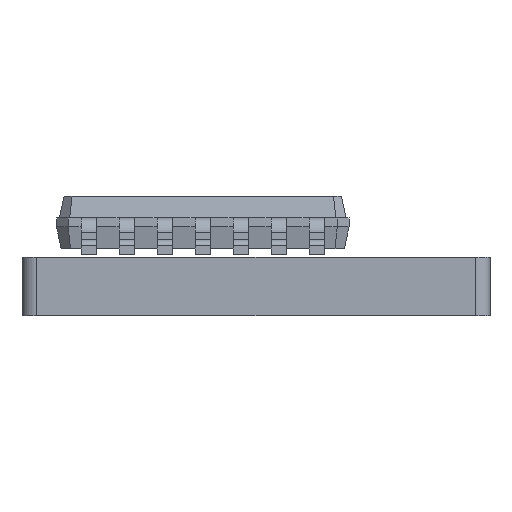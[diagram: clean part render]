
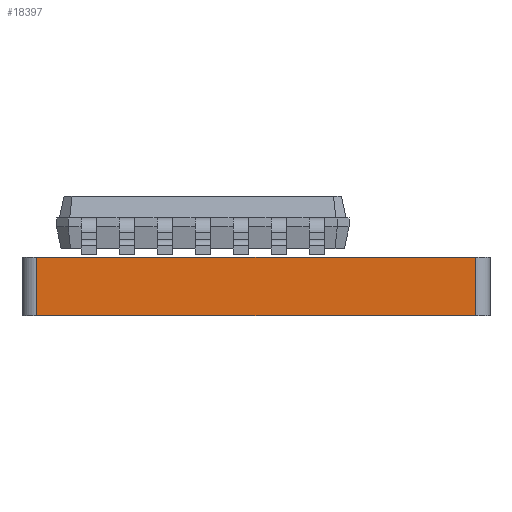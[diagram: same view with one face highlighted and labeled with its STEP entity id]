
A CAD part, front view. The second image highlights one B-rep face of the part: STEP entity #18397.
In plain terms, the highlighted planar face has unit normal (0, -1, 0).
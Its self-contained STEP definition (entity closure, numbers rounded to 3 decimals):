
#17416 = PLANE('',#17417);
#17417 = AXIS2_PLACEMENT_3D('',#17418,#17419,#17420);
#17418 = CARTESIAN_POINT('',(4.,11.339,1.));
#17419 = DIRECTION('',(0.,0.,1.));
#17420 = DIRECTION('',(1.,0.,-0.));
#17471 = PLANE('',#17472);
#17472 = AXIS2_PLACEMENT_3D('',#17473,#17474,#17475);
#17473 = CARTESIAN_POINT('',(4.,11.339,0.));
#17474 = DIRECTION('',(0.,0.,1.));
#17475 = DIRECTION('',(1.,0.,-0.));
#17504 = CYLINDRICAL_SURFACE('',#17505,0.25);
#17505 = AXIS2_PLACEMENT_3D('',#17506,#17507,#17508);
#17506 = CARTESIAN_POINT('',(7.75,0.25,0.));
#17507 = DIRECTION('',(-0.,-0.,-1.));
#17508 = DIRECTION('',(1.,0.,-0.));
#17721 = VERTEX_POINT('',#17722);
#17722 = CARTESIAN_POINT('',(0.25,0.,0.));
#17737 = CYLINDRICAL_SURFACE('',#17738,0.25);
#17738 = AXIS2_PLACEMENT_3D('',#17739,#17740,#17741);
#17739 = CARTESIAN_POINT('',(0.25,0.25,0.));
#17740 = DIRECTION('',(-0.,-0.,-1.));
#17741 = DIRECTION('',(1.,0.,-0.));
#17749 = EDGE_CURVE('',#17721,#17750,#17752,.T.);
#17750 = VERTEX_POINT('',#17751);
#17751 = CARTESIAN_POINT('',(7.75,-0.,0.));
#17752 = SURFACE_CURVE('',#17753,(#17757,#17764),.PCURVE_S1.);
#17753 = LINE('',#17754,#17755);
#17754 = CARTESIAN_POINT('',(0.25,0.,0.));
#17755 = VECTOR('',#17756,1.);
#17756 = DIRECTION('',(1.,-0.,0.));
#17757 = PCURVE('',#17471,#17758);
#17758 = DEFINITIONAL_REPRESENTATION('',(#17759),#17763);
#17759 = LINE('',#17760,#17761);
#17760 = CARTESIAN_POINT('',(-3.75,-11.339));
#17761 = VECTOR('',#17762,1.);
#17762 = DIRECTION('',(1.,0.));
#17763 = ( GEOMETRIC_REPRESENTATION_CONTEXT(2) 
PARAMETRIC_REPRESENTATION_CONTEXT() REPRESENTATION_CONTEXT('2D SPACE',''
  ) );
#17764 = PCURVE('',#17765,#17770);
#17765 = PLANE('',#17766);
#17766 = AXIS2_PLACEMENT_3D('',#17767,#17768,#17769);
#17767 = CARTESIAN_POINT('',(0.25,0.,0.));
#17768 = DIRECTION('',(0.,1.,-0.));
#17769 = DIRECTION('',(1.,-0.,0.));
#17770 = DEFINITIONAL_REPRESENTATION('',(#17771),#17775);
#17771 = LINE('',#17772,#17773);
#17772 = CARTESIAN_POINT('',(0.,0.));
#17773 = VECTOR('',#17774,1.);
#17774 = DIRECTION('',(1.,0.));
#17775 = ( GEOMETRIC_REPRESENTATION_CONTEXT(2) 
PARAMETRIC_REPRESENTATION_CONTEXT() REPRESENTATION_CONTEXT('2D SPACE',''
  ) );
#18093 = VERTEX_POINT('',#18094);
#18094 = CARTESIAN_POINT('',(0.25,0.,1.));
#18116 = EDGE_CURVE('',#18093,#18117,#18119,.T.);
#18117 = VERTEX_POINT('',#18118);
#18118 = CARTESIAN_POINT('',(7.75,0.,1.));
#18119 = SURFACE_CURVE('',#18120,(#18124,#18131),.PCURVE_S1.);
#18120 = LINE('',#18121,#18122);
#18121 = CARTESIAN_POINT('',(0.25,0.,1.));
#18122 = VECTOR('',#18123,1.);
#18123 = DIRECTION('',(1.,-0.,0.));
#18124 = PCURVE('',#17416,#18125);
#18125 = DEFINITIONAL_REPRESENTATION('',(#18126),#18130);
#18126 = LINE('',#18127,#18128);
#18127 = CARTESIAN_POINT('',(-3.75,-11.339));
#18128 = VECTOR('',#18129,1.);
#18129 = DIRECTION('',(1.,0.));
#18130 = ( GEOMETRIC_REPRESENTATION_CONTEXT(2) 
PARAMETRIC_REPRESENTATION_CONTEXT() REPRESENTATION_CONTEXT('2D SPACE',''
  ) );
#18131 = PCURVE('',#17765,#18132);
#18132 = DEFINITIONAL_REPRESENTATION('',(#18133),#18137);
#18133 = LINE('',#18134,#18135);
#18134 = CARTESIAN_POINT('',(0.,-1.));
#18135 = VECTOR('',#18136,1.);
#18136 = DIRECTION('',(1.,0.));
#18137 = ( GEOMETRIC_REPRESENTATION_CONTEXT(2) 
PARAMETRIC_REPRESENTATION_CONTEXT() REPRESENTATION_CONTEXT('2D SPACE',''
  ) );
#18347 = EDGE_CURVE('',#17750,#18117,#18348,.T.);
#18348 = SURFACE_CURVE('',#18349,(#18353,#18360),.PCURVE_S1.);
#18349 = LINE('',#18350,#18351);
#18350 = CARTESIAN_POINT('',(7.75,-0.,0.));
#18351 = VECTOR('',#18352,1.);
#18352 = DIRECTION('',(0.,0.,1.));
#18353 = PCURVE('',#17504,#18354);
#18354 = DEFINITIONAL_REPRESENTATION('',(#18355),#18359);
#18355 = LINE('',#18356,#18357);
#18356 = CARTESIAN_POINT('',(-4.712,0.));
#18357 = VECTOR('',#18358,1.);
#18358 = DIRECTION('',(-0.,-1.));
#18359 = ( GEOMETRIC_REPRESENTATION_CONTEXT(2) 
PARAMETRIC_REPRESENTATION_CONTEXT() REPRESENTATION_CONTEXT('2D SPACE',''
  ) );
#18360 = PCURVE('',#17765,#18361);
#18361 = DEFINITIONAL_REPRESENTATION('',(#18362),#18366);
#18362 = LINE('',#18363,#18364);
#18363 = CARTESIAN_POINT('',(7.5,0.));
#18364 = VECTOR('',#18365,1.);
#18365 = DIRECTION('',(0.,-1.));
#18366 = ( GEOMETRIC_REPRESENTATION_CONTEXT(2) 
PARAMETRIC_REPRESENTATION_CONTEXT() REPRESENTATION_CONTEXT('2D SPACE',''
  ) );
#18397 = ADVANCED_FACE('',(#18398),#17765,.F.);
#18398 = FACE_BOUND('',#18399,.F.);
#18399 = EDGE_LOOP('',(#18400,#18421,#18422,#18423));
#18400 = ORIENTED_EDGE('',*,*,#18401,.T.);
#18401 = EDGE_CURVE('',#17721,#18093,#18402,.T.);
#18402 = SURFACE_CURVE('',#18403,(#18407,#18414),.PCURVE_S1.);
#18403 = LINE('',#18404,#18405);
#18404 = CARTESIAN_POINT('',(0.25,0.,0.));
#18405 = VECTOR('',#18406,1.);
#18406 = DIRECTION('',(0.,0.,1.));
#18407 = PCURVE('',#17765,#18408);
#18408 = DEFINITIONAL_REPRESENTATION('',(#18409),#18413);
#18409 = LINE('',#18410,#18411);
#18410 = CARTESIAN_POINT('',(0.,0.));
#18411 = VECTOR('',#18412,1.);
#18412 = DIRECTION('',(0.,-1.));
#18413 = ( GEOMETRIC_REPRESENTATION_CONTEXT(2) 
PARAMETRIC_REPRESENTATION_CONTEXT() REPRESENTATION_CONTEXT('2D SPACE',''
  ) );
#18414 = PCURVE('',#17737,#18415);
#18415 = DEFINITIONAL_REPRESENTATION('',(#18416),#18420);
#18416 = LINE('',#18417,#18418);
#18417 = CARTESIAN_POINT('',(-4.712,0.));
#18418 = VECTOR('',#18419,1.);
#18419 = DIRECTION('',(-0.,-1.));
#18420 = ( GEOMETRIC_REPRESENTATION_CONTEXT(2) 
PARAMETRIC_REPRESENTATION_CONTEXT() REPRESENTATION_CONTEXT('2D SPACE',''
  ) );
#18421 = ORIENTED_EDGE('',*,*,#18116,.T.);
#18422 = ORIENTED_EDGE('',*,*,#18347,.F.);
#18423 = ORIENTED_EDGE('',*,*,#17749,.F.);
